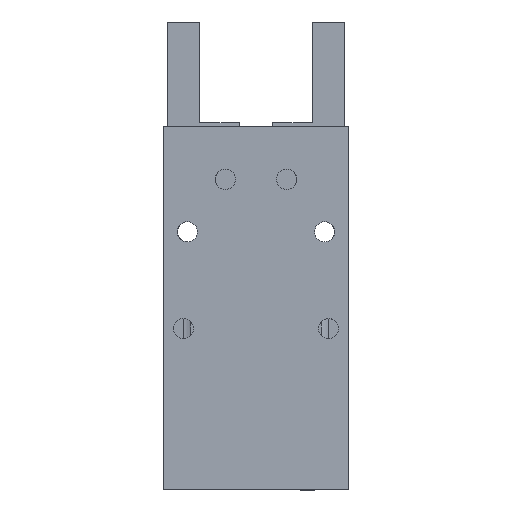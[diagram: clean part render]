
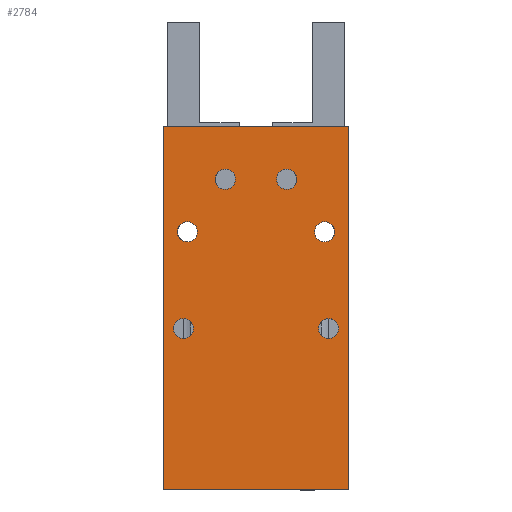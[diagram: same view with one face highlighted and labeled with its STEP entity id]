
A CAD part, front view. The second image highlights one B-rep face of the part: STEP entity #2784.
In plain terms, the highlighted planar face has unit normal (0, -1, 0).
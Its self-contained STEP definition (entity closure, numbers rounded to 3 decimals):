
#1236=CARTESIAN_POINT('',(-5.05,-8.,38.5));
#1237=VERTEX_POINT('Vertex51',#1236);
#1238=CARTESIAN_POINT('',(-2.55,-8.,38.5));
#1239=VERTEX_POINT('Vertex232',#1238);
#1240=CARTESIAN_POINT('',(-3.8,-8.,38.5));
#1241=DIRECTION('',(0.,1.,0.));
#1242=DIRECTION('',(-1.,0.,0.));
#1243=AXIS2_PLACEMENT_3D('',#1240,#1241,#1242);
#1244=CIRCLE('nurbsCrv514',#1243,1.25);
#1245=EDGE_CURVE('Edge327',#1237,#1239,#1244,.T.);
#1247=CARTESIAN_POINT('',(-3.8,-8.,38.5));
#1248=DIRECTION('',(0.,1.,0.));
#1249=DIRECTION('',(1.,0.,0.));
#1250=AXIS2_PLACEMENT_3D('',#1247,#1248,#1249);
#1251=CIRCLE('nurbsCrv515',#1250,1.25);
#1252=EDGE_CURVE('Edge328',#1239,#1237,#1251,.T.);
#1376=CARTESIAN_POINT('',(2.55,-8.,38.5));
#1377=VERTEX_POINT('Vertex56',#1376);
#1378=CARTESIAN_POINT('',(5.05,-8.,38.5));
#1379=VERTEX_POINT('Vertex238',#1378);
#1380=CARTESIAN_POINT('',(3.8,-8.,38.5));
#1381=DIRECTION('',(0.,1.,0.));
#1382=DIRECTION('',(-1.,0.,0.));
#1383=AXIS2_PLACEMENT_3D('',#1380,#1381,#1382);
#1384=CIRCLE('nurbsCrv544',#1383,1.25);
#1385=EDGE_CURVE('Edge340',#1377,#1379,#1384,.T.);
#1387=CARTESIAN_POINT('',(3.8,-8.,38.5));
#1388=DIRECTION('',(0.,1.,0.));
#1389=DIRECTION('',(1.,0.,0.));
#1390=AXIS2_PLACEMENT_3D('',#1387,#1388,#1389);
#1391=CIRCLE('nurbsCrv545',#1390,1.25);
#1392=EDGE_CURVE('Edge341',#1379,#1377,#1391,.T.);
#1900=CARTESIAN_POINT('',(-8.116,-8.,20.884)
);
#1901=VERTEX_POINT('Vertex253',#1900);
#1902=CARTESIAN_POINT('',(-9.884,-8.,19.116)
);
#1903=VERTEX_POINT('Vertex76',#1902);
#1904=CARTESIAN_POINT('',(-9.,-8.,20.)
);
#1905=DIRECTION('',(0.,-1.,0.));
#1906=DIRECTION('',(0.707,0.,0.707)
);
#1907=AXIS2_PLACEMENT_3D('',#1904,#1905,#1906);
#1908=CIRCLE('nurbsCrv668',#1907,1.25);
#1909=EDGE_CURVE('Edge379',#1901,#1903,#1908,.T.);
#1911=CARTESIAN_POINT('',(-9.,-8.,20.)
);
#1912=DIRECTION('',(0.,-1.,0.));
#1913=DIRECTION('',(-0.707,0.,-0.707
));
#1914=AXIS2_PLACEMENT_3D('',#1911,#1912,#1913);
#1915=CIRCLE('nurbsCrv667',#1914,1.25);
#1916=EDGE_CURVE('Edge378',#1903,#1901,#1915,.T.);
#2154=CARTESIAN_POINT('',(11.5,-8.,
0.));
#2155=VERTEX_POINT('Vertex105',#2154);
#2162=CARTESIAN_POINT('',(-11.5,-8.,0.));
#2163=VERTEX_POINT('Vertex106',#2162);
#2164=CARTESIAN_POINT('',(0.,-8.,0.));
#2165=DIRECTION('',(1.,0.,0.));
#2166=VECTOR('',#2165,1.);
#2167=LINE('nurbsCrv125',#2164,#2166);
#2168=EDGE_CURVE('Edge125',#2163,#2155,#2167,.T.);
#2255=CARTESIAN_POINT('',(8.116,-8.,19.116)
);
#2256=VERTEX_POINT('Vertex111',#2255);
#2257=CARTESIAN_POINT('',(9.884,-8.,20.884)
);
#2258=VERTEX_POINT('Vertex255',#2257);
#2259=CARTESIAN_POINT('',(9.,-8.,20.)
);
#2260=DIRECTION('',(0.,1.,0.));
#2261=DIRECTION('',(-0.707,0.,-0.707
));
#2262=AXIS2_PLACEMENT_3D('',#2259,#2260,#2261);
#2263=CIRCLE('nurbsCrv721',#2262,1.25);
#2264=EDGE_CURVE('Edge383',#2256,#2258,#2263,.T.);
#2266=CARTESIAN_POINT('',(9.,-8.,20.)
);
#2267=DIRECTION('',(0.,1.,0.));
#2268=DIRECTION('',(0.707,0.,0.707)
);
#2269=AXIS2_PLACEMENT_3D('',#2266,#2267,#2268);
#2270=CIRCLE('nurbsCrv722',#2269,1.25);
#2271=EDGE_CURVE('Edge384',#2258,#2256,#2270,.T.);
#2698=CARTESIAN_POINT('',(11.5,-8.,45.));
#2699=VERTEX_POINT('Vertex132',#2698);
#2700=CARTESIAN_POINT('',(-11.5,-8.,45.));
#2701=VERTEX_POINT('Vertex131',#2700);
#2702=CARTESIAN_POINT('',(0.,-8.,45.));
#2703=DIRECTION('',(-1.,0.,0.));
#2704=VECTOR('',#2703,1.);
#2705=LINE('nurbsCrv152',#2702,#2704);
#2706=EDGE_CURVE('Edge152',#2699,#2701,#2705,.T.);
#2707=ORIENTED_EDGE('Edgeuse243',*,*,#2706,.T.);
#2708=CARTESIAN_POINT('',(-11.5,-8.,22.5));
#2709=DIRECTION('',(0.,0.,1.));
#2710=VECTOR('',#2709,1.);
#2711=LINE('nurbsCrv153',#2708,#2710);
#2712=EDGE_CURVE('Edge153',#2163,#2701,#2711,.T.);
#2713=ORIENTED_EDGE('Edgeuse244',*,*,#2712,.F.);
#2714=ORIENTED_EDGE('Edgeuse245',*,*,#2168,.T.);
#2715=CARTESIAN_POINT('',(11.5,-8.,22.5));
#2716=DIRECTION('',(0.,0.,1.));
#2717=VECTOR('',#2716,1.);
#2718=LINE('nurbsCrv154',#2715,#2717);
#2719=EDGE_CURVE('Edge154',#2155,#2699,#2718,.T.);
#2720=ORIENTED_EDGE('Edgeuse246',*,*,#2719,.T.);
#2721=EDGE_LOOP('',(#2707,#2713,#2714,#2720));
#2722=FACE_OUTER_BOUND('',#2721,.T.);
#2723=ORIENTED_EDGE('Edgeuse766',*,*,#2264,.T.);
#2724=ORIENTED_EDGE('Edgeuse768',*,*,#2271,.T.);
#2725=EDGE_LOOP('',(#2723,#2724));
#2726=FACE_BOUND('',#2725,.T.);
#2727=CARTESIAN_POINT('',(-9.75,-8.,32.));
#2728=VERTEX_POINT('Vertex133',#2727);
#2729=CARTESIAN_POINT('',(-7.25,-8.,32.));
#2730=VERTEX_POINT('Vertex282',#2729);
#2731=CARTESIAN_POINT('',(-8.5,-8.,32.));
#2732=DIRECTION('',(0.,1.,0.));
#2733=DIRECTION('',(-1.,0.,0.));
#2734=AXIS2_PLACEMENT_3D('',#2731,#2732,#2733);
#2735=CIRCLE('nurbsCrv1000',#2734,1.25);
#2736=EDGE_CURVE('Edge452',#2728,#2730,#2735,.T.);
#2737=ORIENTED_EDGE('Edgeuse905',*,*,#2736,.T.);
#2738=CARTESIAN_POINT('',(-8.5,-8.,32.));
#2739=DIRECTION('',(0.,1.,0.));
#2740=DIRECTION('',(1.,0.,0.));
#2741=AXIS2_PLACEMENT_3D('',#2738,#2739,#2740);
#2742=CIRCLE('nurbsCrv1001',#2741,1.25);
#2743=EDGE_CURVE('Edge453',#2730,#2728,#2742,.T.);
#2744=ORIENTED_EDGE('Edgeuse907',*,*,#2743,.T.);
#2745=EDGE_LOOP('',(#2737,#2744));
#2746=FACE_BOUND('',#2745,.T.);
#2747=CARTESIAN_POINT('',(7.25,-8.,32.));
#2748=VERTEX_POINT('Vertex134',#2747);
#2749=CARTESIAN_POINT('',(9.75,-8.,32.));
#2750=VERTEX_POINT('Vertex264',#2749);
#2751=CARTESIAN_POINT('',(8.5,-8.,32.));
#2752=DIRECTION('',(0.,1.,0.));
#2753=DIRECTION('',(-1.,0.,0.));
#2754=AXIS2_PLACEMENT_3D('',#2751,#2752,#2753);
#2755=CIRCLE('nurbsCrv837',#2754,1.25);
#2756=EDGE_CURVE('Edge406',#2748,#2750,#2755,.T.);
#2757=ORIENTED_EDGE('Edgeuse813',*,*,#2756,.T.);
#2758=CARTESIAN_POINT('',(8.5,-8.,32.));
#2759=DIRECTION('',(0.,1.,0.));
#2760=DIRECTION('',(1.,0.,0.));
#2761=AXIS2_PLACEMENT_3D('',#2758,#2759,#2760);
#2762=CIRCLE('nurbsCrv838',#2761,1.25);
#2763=EDGE_CURVE('Edge407',#2750,#2748,#2762,.T.);
#2764=ORIENTED_EDGE('Edgeuse815',*,*,#2763,.T.);
#2765=EDGE_LOOP('',(#2757,#2764));
#2766=FACE_BOUND('',#2765,.T.);
#2767=ORIENTED_EDGE('Edgeuse680',*,*,#1385,.T.);
#2768=ORIENTED_EDGE('Edgeuse682',*,*,#1392,.T.);
#2769=EDGE_LOOP('',(#2767,#2768));
#2770=FACE_BOUND('',#2769,.T.);
#2771=ORIENTED_EDGE('Edgeuse654',*,*,#1245,.T.);
#2772=ORIENTED_EDGE('Edgeuse656',*,*,#1252,.T.);
#2773=EDGE_LOOP('',(#2771,#2772));
#2774=FACE_BOUND('',#2773,.T.);
#2775=ORIENTED_EDGE('Edgeuse758',*,*,#1909,.F.);
#2776=ORIENTED_EDGE('Edgeuse756',*,*,#1916,.F.);
#2777=EDGE_LOOP('',(#2775,#2776));
#2778=FACE_BOUND('',#2777,.T.);
#2779=CARTESIAN_POINT('',(0.,-8.,22.5));
#2780=DIRECTION('',(0.,-1.,0.));
#2781=DIRECTION('',(1.,0.,0.));
#2782=AXIS2_PLACEMENT_3D('',#2779,#2780,#2781);
#2783=PLANE('nurbsSrf55',#2782);
#2784=ADVANCED_FACE('Face55',(#2722,#2726,#2746,#2766,#2770,#2774,#2778),#2783,
.T.);
